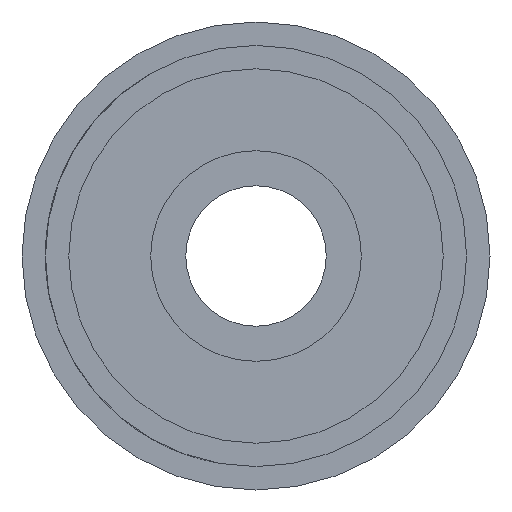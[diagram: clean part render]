
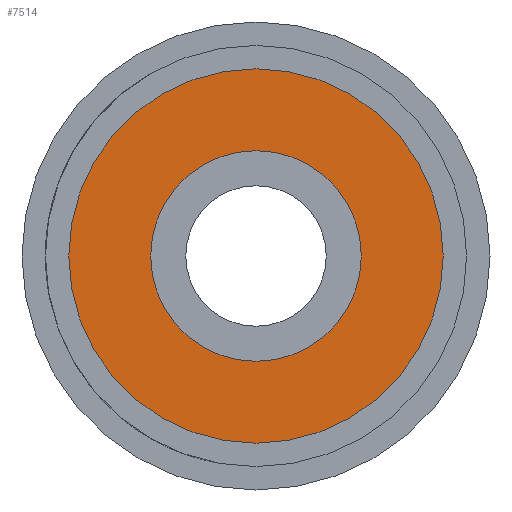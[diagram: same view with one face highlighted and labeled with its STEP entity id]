
A CAD part, left-side view. The second image highlights one B-rep face of the part: STEP entity #7514.
In plain terms, the highlighted planar face has unit normal (-1, 0, 0).
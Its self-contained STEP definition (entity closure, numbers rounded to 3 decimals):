
#80 = AXIS2_PLACEMENT_3D ( 'NONE', #7816, #7265, #130 ) ;
#130 = DIRECTION ( 'NONE',  ( 0., 0., -1. ) ) ;
#668 = CARTESIAN_POINT ( 'NONE',  ( 0., 0., -8. ) ) ;
#731 = FACE_BOUND ( 'NONE', #4031, .T. ) ;
#732 = CARTESIAN_POINT ( 'NONE',  ( 0., 0., 4.5 ) ) ;
#1050 = AXIS2_PLACEMENT_3D ( 'NONE', #2655, #4538, #3340 ) ;
#1125 = DIRECTION ( 'NONE',  ( -1., 0., 0. ) ) ;
#1390 = VERTEX_POINT ( 'NONE', #2613 ) ;
#1462 = FACE_OUTER_BOUND ( 'NONE', #3149, .T. ) ;
#2048 = CARTESIAN_POINT ( 'NONE',  ( 0., 0., 0. ) ) ;
#2548 = CIRCLE ( 'NONE', #80, 4.5 ) ;
#2613 = CARTESIAN_POINT ( 'NONE',  ( 0., 0., 8. ) ) ;
#2655 = CARTESIAN_POINT ( 'NONE',  ( 0., 0., 0. ) ) ;
#2673 = CIRCLE ( 'NONE', #7456, 8. ) ;
#3149 = EDGE_LOOP ( 'NONE', ( #7591, #7012 ) ) ;
#3340 = DIRECTION ( 'NONE',  ( 0., 0., -1. ) ) ;
#3492 = VERTEX_POINT ( 'NONE', #6812 ) ;
#3847 = CARTESIAN_POINT ( 'NONE',  ( 0., 0., 0. ) ) ;
#4007 = EDGE_CURVE ( 'NONE', #1390, #8349, #6611, .T. ) ;
#4031 = EDGE_LOOP ( 'NONE', ( #4377, #6674 ) ) ;
#4321 = CIRCLE ( 'NONE', #5550, 4.5 ) ;
#4377 = ORIENTED_EDGE ( 'NONE', *, *, #7498, .T. ) ;
#4538 = DIRECTION ( 'NONE',  ( 1., 0., 0. ) ) ;
#4695 = DIRECTION ( 'NONE',  ( 1., 0., 0. ) ) ;
#5183 = PLANE ( 'NONE',  #1050 ) ;
#5550 = AXIS2_PLACEMENT_3D ( 'NONE', #2048, #4695, #7297 ) ;
#5691 = VERTEX_POINT ( 'NONE', #732 ) ;
#5729 = DIRECTION ( 'NONE',  ( 0., 0., 1. ) ) ;
#6344 = DIRECTION ( 'NONE',  ( 0., 0., 1. ) ) ;
#6611 = CIRCLE ( 'NONE', #7690, 8. ) ;
#6627 = EDGE_CURVE ( 'NONE', #8349, #1390, #2673, .T. ) ;
#6674 = ORIENTED_EDGE ( 'NONE', *, *, #7292, .T. ) ;
#6812 = CARTESIAN_POINT ( 'NONE',  ( 0., 0., -4.5 ) ) ;
#6981 = CARTESIAN_POINT ( 'NONE',  ( 0., 0., 0. ) ) ;
#7012 = ORIENTED_EDGE ( 'NONE', *, *, #6627, .T. ) ;
#7093 = DIRECTION ( 'NONE',  ( -1., 0., 0. ) ) ;
#7265 = DIRECTION ( 'NONE',  ( 1., 0., 0. ) ) ;
#7292 = EDGE_CURVE ( 'NONE', #3492, #5691, #4321, .T. ) ;
#7297 = DIRECTION ( 'NONE',  ( 0., 0., -1. ) ) ;
#7456 = AXIS2_PLACEMENT_3D ( 'NONE', #6981, #1125, #6344 ) ;
#7498 = EDGE_CURVE ( 'NONE', #5691, #3492, #2548, .T. ) ;
#7514 = ADVANCED_FACE ( 'NONE', ( #731, #1462 ), #5183, .F. ) ;
#7591 = ORIENTED_EDGE ( 'NONE', *, *, #4007, .T. ) ;
#7690 = AXIS2_PLACEMENT_3D ( 'NONE', #3847, #7093, #5729 ) ;
#7816 = CARTESIAN_POINT ( 'NONE',  ( 0., 0., 0. ) ) ;
#8349 = VERTEX_POINT ( 'NONE', #668 ) ;
